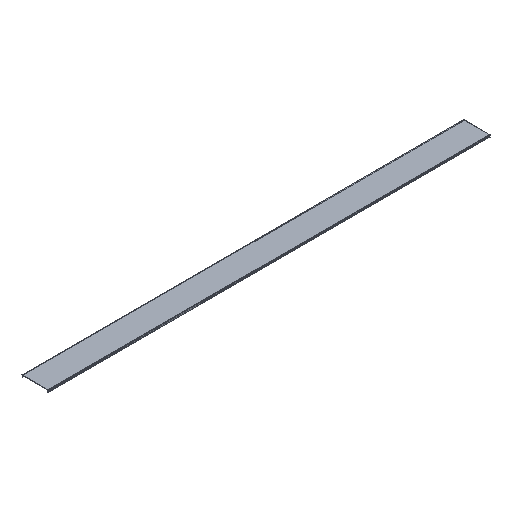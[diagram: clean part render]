
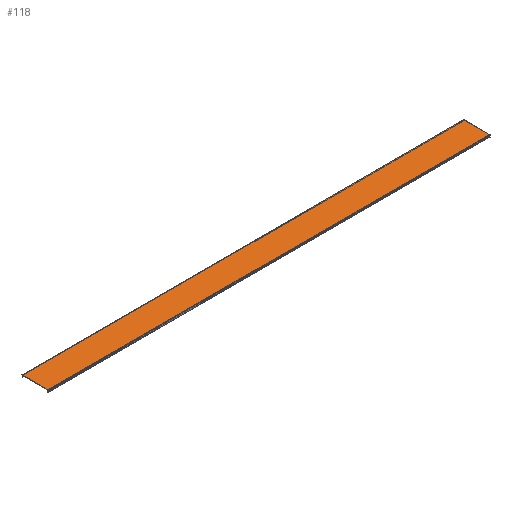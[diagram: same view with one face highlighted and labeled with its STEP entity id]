
A CAD part, isometric view. The second image highlights one B-rep face of the part: STEP entity #118.
In plain terms, the highlighted planar face has unit normal (0, 0, 1).
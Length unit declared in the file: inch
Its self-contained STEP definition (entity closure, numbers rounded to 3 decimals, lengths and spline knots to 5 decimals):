
#101=PLANE('',#525);
#118=ADVANCED_FACE('',(#150),#101,.F.);
#150=FACE_OUTER_BOUND('',#172,.T.);
#172=EDGE_LOOP('',(#301,#302,#303,#304));
#202=LINE('',#730,#242);
#203=LINE('',#732,#243);
#204=LINE('',#734,#244);
#205=LINE('',#736,#245);
#242=VECTOR('',#603,1.);
#243=VECTOR('',#606,1.);
#244=VECTOR('',#607,1.);
#245=VECTOR('',#608,1.);
#301=ORIENTED_EDGE('',*,*,#453,.T.);
#302=ORIENTED_EDGE('',*,*,#452,.F.);
#303=ORIENTED_EDGE('',*,*,#454,.F.);
#304=ORIENTED_EDGE('',*,*,#455,.T.);
#403=VERTEX_POINT('',#727);
#404=VERTEX_POINT('',#729);
#405=VERTEX_POINT('',#733);
#406=VERTEX_POINT('',#735);
#452=EDGE_CURVE('',#404,#403,#202,.T.);
#453=EDGE_CURVE('',#405,#403,#203,.T.);
#454=EDGE_CURVE('',#406,#404,#204,.T.);
#455=EDGE_CURVE('',#406,#405,#205,.T.);
#525=AXIS2_PLACEMENT_3D('',#737,#609,#610);
#603=DIRECTION('',(-1.,0.,0.));
#606=DIRECTION('',(0.,-1.,0.));
#607=DIRECTION('',(0.,-1.,0.));
#608=DIRECTION('',(-1.,0.,0.));
#609=DIRECTION('',(0.,0.,-1.));
#610=DIRECTION('',(-1.,0.,0.));
#727=CARTESIAN_POINT('',(5.,-2.11,2.12));
#729=CARTESIAN_POINT('',(77.,-2.11,2.12));
#730=CARTESIAN_POINT('',(77.,-2.11,2.12));
#732=CARTESIAN_POINT('',(5.,2.11,2.12));
#733=CARTESIAN_POINT('',(5.,2.11,2.12));
#734=CARTESIAN_POINT('',(77.,2.11,2.12));
#735=CARTESIAN_POINT('',(77.,2.11,2.12));
#736=CARTESIAN_POINT('',(77.,2.11,2.12));
#737=CARTESIAN_POINT('',(77.,2.11,2.12));
